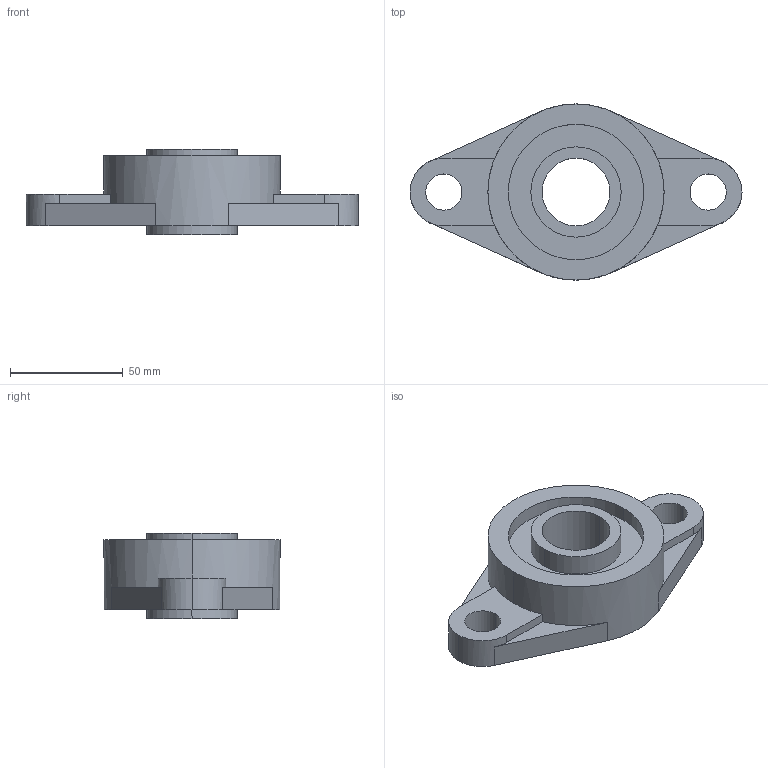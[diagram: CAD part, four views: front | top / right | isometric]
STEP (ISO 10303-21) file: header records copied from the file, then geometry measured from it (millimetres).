
FILE_DESCRIPTION (( 'STEP AP203' ), '1' );
FILE_NAME ('roul_009_Défaut_sldprt.STEP', '2019-10-30T08:17:14', ( '' ), ( '' ), 'SwSTEP 2.0', 'SolidWorks 2017', '' );
FILE_SCHEMA (( 'CONFIG_CONTROL_DESIGN' ));
Length unit declared in the file: millimetre
Products named in the file (1): roul_009_Défaut_sldprt
Bounding box: 147 x 78 x 38 mm (x, y, z)
Volume: 149861.6 mm3; surface area: 29933.8 mm2
Topology: 1 solids, 1 shells, 36 faces, 93 edges, 62 vertices
Faces by surface type: plane 19, cylinder 17
Entity records: 1212 total; most frequent: DIRECTION 213, CARTESIAN_POINT 192, ORIENTED_EDGE 186, EDGE_CURVE 93, AXIS2_PLACEMENT_3D 83, VERTEX_POINT 62, LINE 47, VECTOR 47
